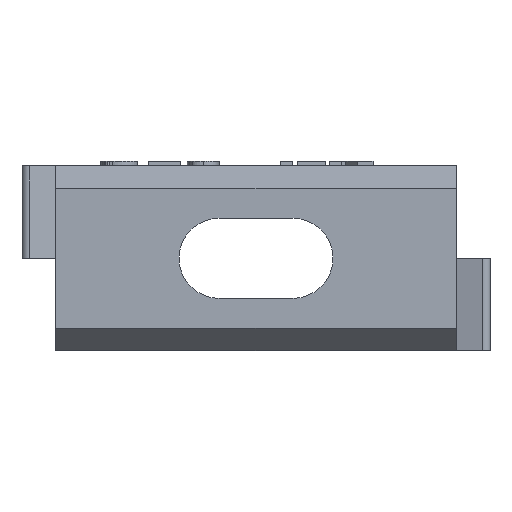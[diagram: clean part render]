
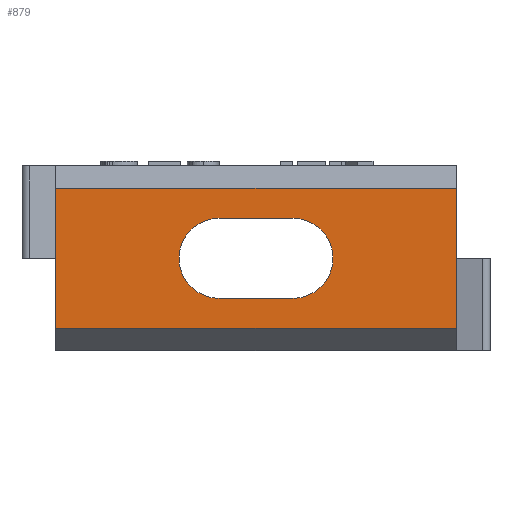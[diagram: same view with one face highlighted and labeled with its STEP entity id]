
A CAD part, front view. The second image highlights one B-rep face of the part: STEP entity #879.
In plain terms, the highlighted planar face has unit normal (0, -1, 0).
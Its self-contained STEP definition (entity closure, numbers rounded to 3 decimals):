
#267 = LINE ( 'NONE', #639, #3955 ) ;
#421 = AXIS2_PLACEMENT_3D ( 'NONE', #5444, #2649, #5926 ) ;
#483 = EDGE_CURVE ( 'NONE', #2130, #4957, #5713, .T. ) ;
#541 = FACE_OUTER_BOUND ( 'NONE', #1427, .T. ) ;
#593 = DIRECTION ( 'NONE',  ( 1., 0., 0. ) ) ;
#601 = VERTEX_POINT ( 'NONE', #1742 ) ;
#639 = CARTESIAN_POINT ( 'NONE',  ( -15.2, 0., -4.557 ) ) ;
#879 = ADVANCED_FACE ( 'NONE', ( #1909, #541 ), #3732, .F. ) ;
#954 = CARTESIAN_POINT ( 'NONE',  ( 12., 0., 6. ) ) ;
#971 = EDGE_CURVE ( 'NONE', #601, #5155, #3633, .T. ) ;
#1060 = CARTESIAN_POINT ( 'NONE',  ( -13., 0., 6.369 ) ) ;
#1169 = EDGE_CURVE ( 'NONE', #5155, #5574, #3992, .T. ) ;
#1345 = DIRECTION ( 'NONE',  ( 0., 1., 0. ) ) ;
#1427 = EDGE_LOOP ( 'NONE', ( #3765, #3697, #2287, #4273 ) ) ;
#1439 = DIRECTION ( 'NONE',  ( -1., 0., 0. ) ) ;
#1687 = DIRECTION ( 'NONE',  ( 1., 0., 0. ) ) ;
#1711 = VECTOR ( 'NONE', #4604, 1000. ) ;
#1742 = CARTESIAN_POINT ( 'NONE',  ( -2.4, 0., 2.6 ) ) ;
#1782 = VECTOR ( 'NONE', #3825, 1000. ) ;
#1855 = ORIENTED_EDGE ( 'NONE', *, *, #971, .T. ) ;
#1909 = FACE_BOUND ( 'NONE', #5770, .T. ) ;
#1958 = CARTESIAN_POINT ( 'NONE',  ( -2.4, 0., 2.6 ) ) ;
#2081 = CARTESIAN_POINT ( 'NONE',  ( 2.4, 0., -2.6 ) ) ;
#2130 = VERTEX_POINT ( 'NONE', #2841 ) ;
#2169 = ORIENTED_EDGE ( 'NONE', *, *, #3084, .T. ) ;
#2183 = CARTESIAN_POINT ( 'NONE',  ( 2.4, 0., 2.6 ) ) ;
#2287 = ORIENTED_EDGE ( 'NONE', *, *, #5473, .T. ) ;
#2464 = CARTESIAN_POINT ( 'NONE',  ( 13., 0., 4.557 ) ) ;
#2491 = EDGE_CURVE ( 'NONE', #5574, #3939, #4576, .T. ) ;
#2649 = DIRECTION ( 'NONE',  ( 0., 1., 0. ) ) ;
#2685 = CARTESIAN_POINT ( 'NONE',  ( -2.4, 0., -2.6 ) ) ;
#2816 = AXIS2_PLACEMENT_3D ( 'NONE', #4108, #1345, #4572 ) ;
#2841 = CARTESIAN_POINT ( 'NONE',  ( -13., 0., 4.557 ) ) ;
#3084 = EDGE_CURVE ( 'NONE', #3939, #601, #5312, .T. ) ;
#3087 = LINE ( 'NONE', #3206, #1711 ) ;
#3206 = CARTESIAN_POINT ( 'NONE',  ( 13., 0., 6.369 ) ) ;
#3366 = VECTOR ( 'NONE', #4119, 1000. ) ;
#3414 = DIRECTION ( 'NONE',  ( 1., 0., 0. ) ) ;
#3633 = LINE ( 'NONE', #1958, #6001 ) ;
#3697 = ORIENTED_EDGE ( 'NONE', *, *, #5394, .T. ) ;
#3722 = VERTEX_POINT ( 'NONE', #4539 ) ;
#3732 = PLANE ( 'NONE',  #5429 ) ;
#3765 = ORIENTED_EDGE ( 'NONE', *, *, #483, .F. ) ;
#3825 = DIRECTION ( 'NONE',  ( 0., 0., -1. ) ) ;
#3939 = VERTEX_POINT ( 'NONE', #4188 ) ;
#3955 = VECTOR ( 'NONE', #3414, 1000. ) ;
#3992 = CIRCLE ( 'NONE', #2816, 2.6 ) ;
#4108 = CARTESIAN_POINT ( 'NONE',  ( 2.4, 0., 0. ) ) ;
#4119 = DIRECTION ( 'NONE',  ( -1., 0., 0. ) ) ;
#4188 = CARTESIAN_POINT ( 'NONE',  ( -2.4, 0., -2.6 ) ) ;
#4192 = CARTESIAN_POINT ( 'NONE',  ( 13., 0., -4.557 ) ) ;
#4200 = DIRECTION ( 'NONE',  ( 0., 1., 0. ) ) ;
#4273 = ORIENTED_EDGE ( 'NONE', *, *, #4729, .F. ) ;
#4276 = ORIENTED_EDGE ( 'NONE', *, *, #2491, .T. ) ;
#4446 = VECTOR ( 'NONE', #1687, 1000. ) ;
#4454 = ORIENTED_EDGE ( 'NONE', *, *, #1169, .T. ) ;
#4539 = CARTESIAN_POINT ( 'NONE',  ( -13., 0., -4.557 ) ) ;
#4572 = DIRECTION ( 'NONE',  ( 0., 0., 1. ) ) ;
#4576 = LINE ( 'NONE', #2685, #3366 ) ;
#4604 = DIRECTION ( 'NONE',  ( 0., 0., -1. ) ) ;
#4729 = EDGE_CURVE ( 'NONE', #4957, #5797, #3087, .T. ) ;
#4957 = VERTEX_POINT ( 'NONE', #2464 ) ;
#5155 = VERTEX_POINT ( 'NONE', #2183 ) ;
#5312 = CIRCLE ( 'NONE', #421, 2.6 ) ;
#5382 = CARTESIAN_POINT ( 'NONE',  ( -15.2, 0., 4.557 ) ) ;
#5394 = EDGE_CURVE ( 'NONE', #2130, #3722, #5498, .T. ) ;
#5429 = AXIS2_PLACEMENT_3D ( 'NONE', #954, #4200, #1439 ) ;
#5444 = CARTESIAN_POINT ( 'NONE',  ( -2.4, 0., 0. ) ) ;
#5473 = EDGE_CURVE ( 'NONE', #3722, #5797, #267, .T. ) ;
#5498 = LINE ( 'NONE', #1060, #1782 ) ;
#5574 = VERTEX_POINT ( 'NONE', #2081 ) ;
#5713 = LINE ( 'NONE', #5382, #4446 ) ;
#5770 = EDGE_LOOP ( 'NONE', ( #4454, #4276, #2169, #1855 ) ) ;
#5797 = VERTEX_POINT ( 'NONE', #4192 ) ;
#5926 = DIRECTION ( 'NONE',  ( 0., 0., 1. ) ) ;
#6001 = VECTOR ( 'NONE', #593, 1000. ) ;
